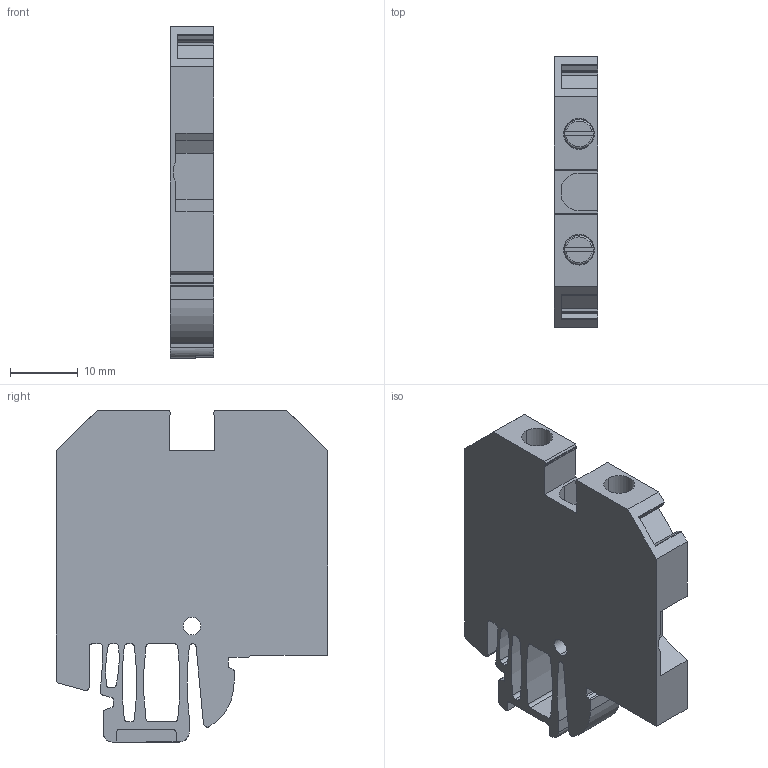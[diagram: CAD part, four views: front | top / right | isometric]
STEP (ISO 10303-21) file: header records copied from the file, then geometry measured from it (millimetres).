
FILE_DESCRIPTION(('CATIA V5R22 STEP214','CAx-IF Rec.Pracs.--- Model Styling and Organization---1.4--- 2014-01-23'),'2;1');
FILE_NAME ('001051-2_1', '2022-04-21T10:07:43+00:00', ('Weidmueller Interface'), ('Weidmueller'), 'CATIA Version 5-6 Release 2016 SP3 HF44', 'CATIA V5 STEP AP214', 'none');
FILE_SCHEMA(('AUTOMOTIVE_DESIGN { 1 0 10303 214 1 1 1 1 }'));
Length unit declared in the file: millimetre
Products named in the file (1): 0128380000
Bounding box: 6.4 x 40 x 49 mm (x, y, z)
Volume: 8262.6 mm3; surface area: 5559.2 mm2
Topology: 3 solids, 3 shells, 184 faces, 521 edges, 347 vertices
Faces by surface type: plane 106, cylinder 63, torus 12, extrusion 3
Entity records: 5770 total; most frequent: CARTESIAN_POINT 1086, ORIENTED_EDGE 1042, DIRECTION 811, EDGE_CURVE 521, VECTOR 353, LINE 350, VERTEX_POINT 347, AXIS2_PLACEMENT_3D 309
